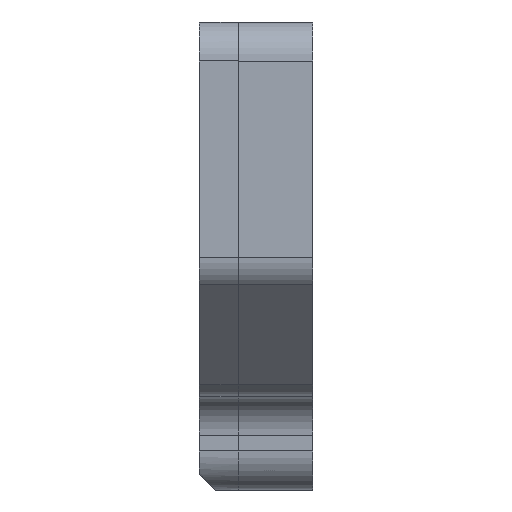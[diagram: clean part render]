
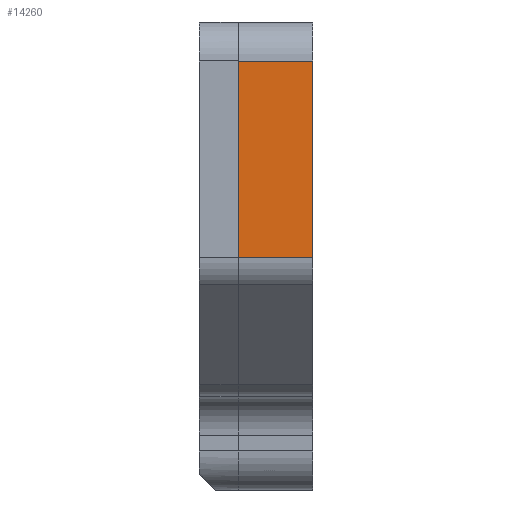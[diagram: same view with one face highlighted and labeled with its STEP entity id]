
A CAD part, left-side view. The second image highlights one B-rep face of the part: STEP entity #14260.
In plain terms, the highlighted planar face has unit normal (-1, 0, 0).
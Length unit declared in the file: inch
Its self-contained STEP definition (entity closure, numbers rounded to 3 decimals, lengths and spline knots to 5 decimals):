
#2721 = PLANE ( 'NONE',  #17867 ) ;
#8670 = EDGE_LOOP ( 'NONE', ( #35185, #27924, #69082, #34578 ) ) ;
#10911 = DIRECTION ( 'NONE',  ( 1., 0., 0. ) ) ;
#14260 = ADVANCED_FACE ( 'NONE', ( #30948 ), #2721, .F. ) ;
#17867 = AXIS2_PLACEMENT_3D ( 'NONE', #76667, #10911, #37328 ) ;
#21547 = CARTESIAN_POINT ( 'NONE',  ( -6.14, -0.475, 0.85 ) ) ;
#22062 = EDGE_CURVE ( 'NONE', #72862, #71833, #26284, .T. ) ;
#25160 = VERTEX_POINT ( 'NONE', #55910 ) ;
#25883 = CARTESIAN_POINT ( 'NONE',  ( -6.14, -0.475, 1.1 ) ) ;
#26284 = LINE ( 'NONE', #84191, #80873 ) ;
#27924 = ORIENTED_EDGE ( 'NONE', *, *, #22062, .T. ) ;
#30640 = CARTESIAN_POINT ( 'NONE',  ( -6.14, 0., 0.85 ) ) ;
#30948 = FACE_OUTER_BOUND ( 'NONE', #8670, .T. ) ;
#31425 = VECTOR ( 'NONE', #65230, 39.37008 ) ;
#34578 = ORIENTED_EDGE ( 'NONE', *, *, #61059, .T. ) ;
#35185 = ORIENTED_EDGE ( 'NONE', *, *, #61032, .F. ) ;
#37328 = DIRECTION ( 'NONE',  ( 0., 0., 1. ) ) ;
#41650 = VECTOR ( 'NONE', #69942, 39.37008 ) ;
#43961 = DIRECTION ( 'NONE',  ( 0., -1., 0. ) ) ;
#50627 = CARTESIAN_POINT ( 'NONE',  ( -6.14, 0., -0.40645 ) ) ;
#55910 = CARTESIAN_POINT ( 'NONE',  ( -6.14, 0., 0.85 ) ) ;
#56293 = LINE ( 'NONE', #30640, #77398 ) ;
#61032 = EDGE_CURVE ( 'NONE', #72862, #25160, #74196, .T. ) ;
#61059 = EDGE_CURVE ( 'NONE', #73326, #25160, #56293, .T. ) ;
#63217 = CARTESIAN_POINT ( 'NONE',  ( -6.14, 0., 1.1 ) ) ;
#65230 = DIRECTION ( 'NONE',  ( 0., 0., 1. ) ) ;
#65338 = EDGE_CURVE ( 'NONE', #71833, #73326, #69199, .T. ) ;
#69082 = ORIENTED_EDGE ( 'NONE', *, *, #65338, .T. ) ;
#69199 = LINE ( 'NONE', #25883, #31425 ) ;
#69942 = DIRECTION ( 'NONE',  ( 0., 0., 1. ) ) ;
#71833 = VERTEX_POINT ( 'NONE', #74577 ) ;
#72862 = VERTEX_POINT ( 'NONE', #50627 ) ;
#73326 = VERTEX_POINT ( 'NONE', #21547 ) ;
#74196 = LINE ( 'NONE', #63217, #41650 ) ;
#74577 = CARTESIAN_POINT ( 'NONE',  ( -6.14, -0.475, -0.40645 ) ) ;
#76667 = CARTESIAN_POINT ( 'NONE',  ( -6.14, 0., 1.1 ) ) ;
#77398 = VECTOR ( 'NONE', #78165, 39.37008 ) ;
#78165 = DIRECTION ( 'NONE',  ( 0., 1., 0. ) ) ;
#80873 = VECTOR ( 'NONE', #43961, 39.37008 ) ;
#84191 = CARTESIAN_POINT ( 'NONE',  ( -6.14, 0., -0.40645 ) ) ;
